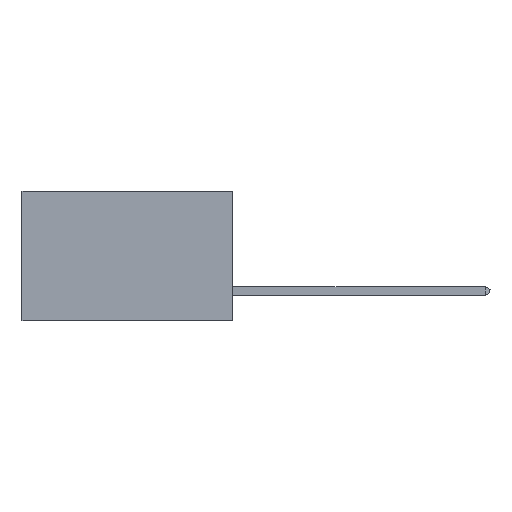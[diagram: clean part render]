
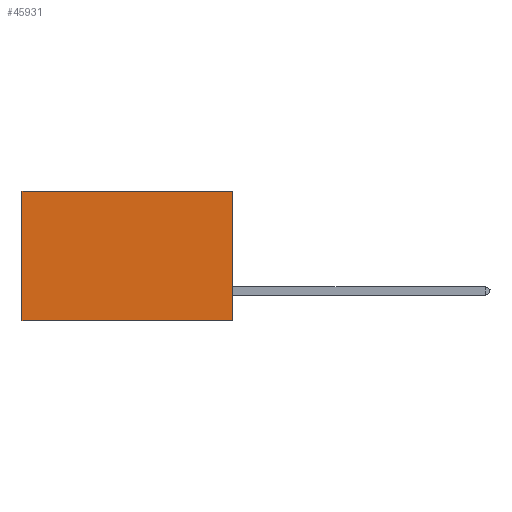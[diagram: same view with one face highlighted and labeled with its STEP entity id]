
A CAD part, left-side view. The second image highlights one B-rep face of the part: STEP entity #45931.
In plain terms, the highlighted planar face has unit normal (-1, 0, 0).
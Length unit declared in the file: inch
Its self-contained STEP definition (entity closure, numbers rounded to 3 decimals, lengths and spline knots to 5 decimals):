
#154 = VECTOR ( 'NONE', #36261, 39.37008 ) ;
#2201 = VERTEX_POINT ( 'NONE', #9272 ) ;
#4128 = DIRECTION ( 'NONE',  ( 0., 0., -1. ) ) ;
#5850 = PLANE ( 'NONE',  #11969 ) ;
#6044 = EDGE_CURVE ( 'NONE', #2201, #28146, #18294, .T. ) ;
#6477 = FACE_OUTER_BOUND ( 'NONE', #43763, .T. ) ;
#6807 = CARTESIAN_POINT ( 'NONE',  ( 0.2875, 0., -0.37 ) ) ;
#8822 = CARTESIAN_POINT ( 'NONE',  ( 0.2875, 0.6, -0.37 ) ) ;
#9272 = CARTESIAN_POINT ( 'NONE',  ( 0.2875, 0.6, 0. ) ) ;
#9949 = ORIENTED_EDGE ( 'NONE', *, *, #44534, .T. ) ;
#11969 = AXIS2_PLACEMENT_3D ( 'NONE', #33898, #44958, #30664 ) ;
#11978 = EDGE_CURVE ( 'NONE', #36098, #28146, #39520, .T. ) ;
#14837 = CARTESIAN_POINT ( 'NONE',  ( 0.2875, 0., -0.37 ) ) ;
#17211 = VECTOR ( 'NONE', #40174, 39.37008 ) ;
#18294 = LINE ( 'NONE', #25887, #17211 ) ;
#23386 = ORIENTED_EDGE ( 'NONE', *, *, #6044, .T. ) ;
#23753 = LINE ( 'NONE', #26681, #27076 ) ;
#25676 = CARTESIAN_POINT ( 'NONE',  ( 0.2875, 0., 0. ) ) ;
#25887 = CARTESIAN_POINT ( 'NONE',  ( 0.2875, 0.6, 0. ) ) ;
#26681 = CARTESIAN_POINT ( 'NONE',  ( 0.2875, 0., 0. ) ) ;
#26986 = DIRECTION ( 'NONE',  ( 0., 1., 0. ) ) ;
#27076 = VECTOR ( 'NONE', #26986, 39.37008 ) ;
#28146 = VERTEX_POINT ( 'NONE', #8822 ) ;
#28611 = EDGE_CURVE ( 'NONE', #31953, #36098, #39422, .T. ) ;
#30577 = VECTOR ( 'NONE', #4128, 39.37008 ) ;
#30664 = DIRECTION ( 'NONE',  ( 0., 0., -1. ) ) ;
#31953 = VERTEX_POINT ( 'NONE', #45361 ) ;
#33898 = CARTESIAN_POINT ( 'NONE',  ( 0.2875, 0., 0. ) ) ;
#35521 = ORIENTED_EDGE ( 'NONE', *, *, #11978, .F. ) ;
#36098 = VERTEX_POINT ( 'NONE', #14837 ) ;
#36261 = DIRECTION ( 'NONE',  ( 0., 1., 0. ) ) ;
#38625 = ORIENTED_EDGE ( 'NONE', *, *, #28611, .F. ) ;
#39422 = LINE ( 'NONE', #25676, #30577 ) ;
#39520 = LINE ( 'NONE', #6807, #154 ) ;
#40174 = DIRECTION ( 'NONE',  ( 0., 0., -1. ) ) ;
#43763 = EDGE_LOOP ( 'NONE', ( #23386, #35521, #38625, #9949 ) ) ;
#44534 = EDGE_CURVE ( 'NONE', #31953, #2201, #23753, .T. ) ;
#44958 = DIRECTION ( 'NONE',  ( 1., 0., 0. ) ) ;
#45361 = CARTESIAN_POINT ( 'NONE',  ( 0.2875, 0., 0. ) ) ;
#45931 = ADVANCED_FACE ( 'NONE', ( #6477 ), #5850, .F. ) ;
